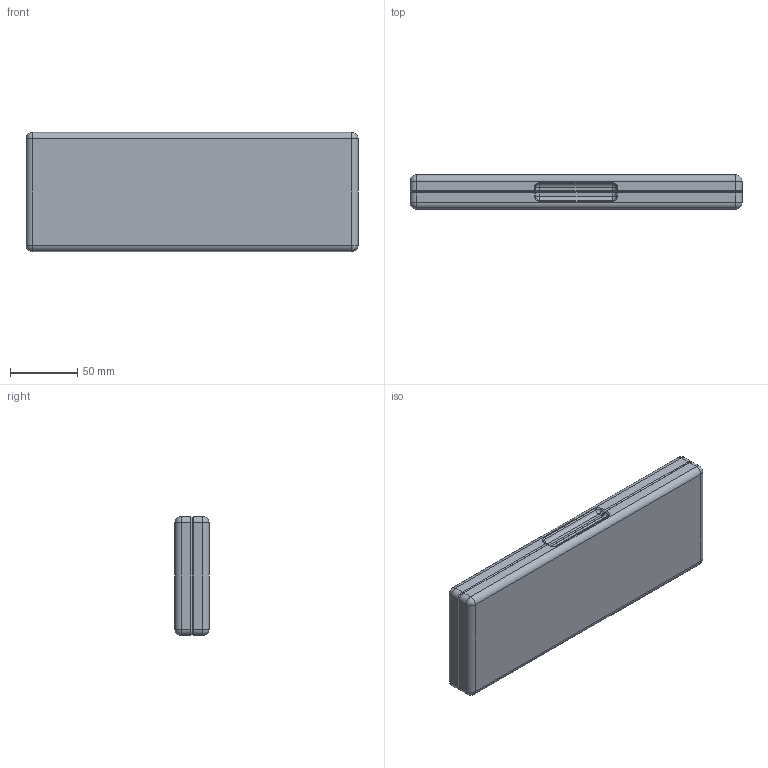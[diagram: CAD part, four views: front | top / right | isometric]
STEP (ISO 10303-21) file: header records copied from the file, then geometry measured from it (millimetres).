
FILE_DESCRIPTION(/* description */ (''),/* implementation_level */ '2;1');
FILE_NAME(/* name */ 'Hinged Caliper Case Assembly_v94.step',/* time_stamp */ '2020-09-23T18:21:07-07:00',/* author */ (''),/* organization */ (''),/* preprocessor_version */ 'ST-DEVELOPER v18.1',/* originating_system */ 'Autodesk Translation Framework v9.3.0.1241',/* authorisation */ '');
FILE_SCHEMA (('AUTOMOTIVE_DESIGN { 1 0 10303 214 3 1 1 }'));
Products named in the file (15): Hinged Caliper Case Assembly; Bottom; Mitutoyo Caliper; Component2; Component3; Component4; Component5; Component9; Component10; Component1; Component6; Component7; Top; 6mm Magnet; 4mm Magnet
Assembly tree (36 placements, depth 4):
  Hinged Caliper Case Assembly
    Bottom
    Mitutoyo Caliper
      Component2
        Component3
        Component4
        Component5
        Component9
        Component10
      Component1
        Component6
        Component7
    Top
    6mm Magnet  x12
    4mm Magnet  x12
Bounding box: 247.65 x 25.4 x 88.9 mm (x, y, z)
Volume: 451214.2 mm3; surface area: 157443.8 mm2
Topology: 33 solids, 33 shells, 1738 faces, 4133 edges, 2457 vertices
Faces by surface type: plane 724, cylinder 551, bspline 196, cone 174, torus 79, sphere 14
Full cylindrical faces by diameter (mm): 2.381 x3, 2.54 x4, 3.175 x1, 4 x12, 4.1 x14, 4.762 x1, 6 x12, 6.1 x12, 6.35 x1, 10.2 x4, 11.112 x2
Entity records: 54562 total; most frequent: CARTESIAN_POINT 15338, DIRECTION 8321, ORIENTED_EDGE 8052, EDGE_CURVE 4026, AXIS2_PLACEMENT_3D 3067, VERTEX_POINT 2413, LINE 2187, VECTOR 2187
